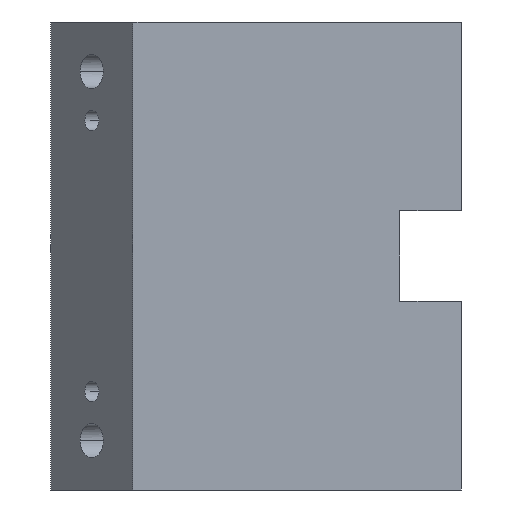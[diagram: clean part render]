
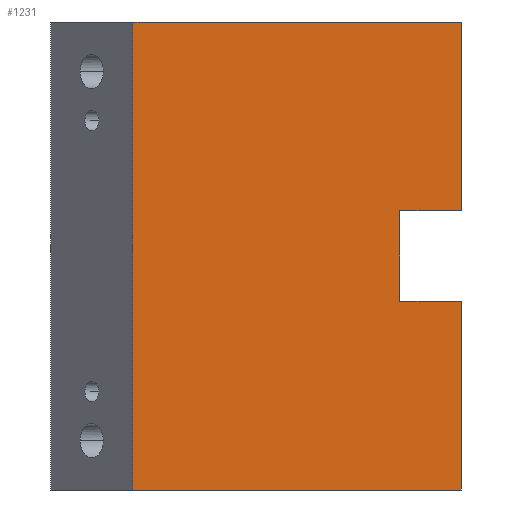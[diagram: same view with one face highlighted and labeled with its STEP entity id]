
A CAD part, left-side view. The second image highlights one B-rep face of the part: STEP entity #1231.
In plain terms, the highlighted planar face has unit normal (-1, 0, 0).
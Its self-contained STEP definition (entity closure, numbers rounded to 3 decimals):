
#10 = LINE ( 'NONE', #133, #1075 ) ;
#34 = DIRECTION ( 'NONE',  ( 0., -1., 0. ) ) ;
#133 = CARTESIAN_POINT ( 'NONE',  ( 0., 0., 57. ) ) ;
#139 = DIRECTION ( 'NONE',  ( 0., 0., 1. ) ) ;
#181 = CARTESIAN_POINT ( 'NONE',  ( 0., 0., 11. ) ) ;
#184 = LINE ( 'NONE', #1249, #815 ) ;
#186 = ORIENTED_EDGE ( 'NONE', *, *, #1275, .F. ) ;
#196 = VERTEX_POINT ( 'NONE', #420 ) ;
#206 = VERTEX_POINT ( 'NONE', #224 ) ;
#211 = EDGE_CURVE ( 'NONE', #1270, #1160, #230, .T. ) ;
#224 = CARTESIAN_POINT ( 'NONE',  ( 0., 0., -11. ) ) ;
#230 = LINE ( 'NONE', #442, #1103 ) ;
#231 = AXIS2_PLACEMENT_3D ( 'NONE', #237, #351, #139 ) ;
#237 = CARTESIAN_POINT ( 'NONE',  ( 0., 80., 0. ) ) ;
#247 = CARTESIAN_POINT ( 'NONE',  ( 0., 80., -57. ) ) ;
#266 = CARTESIAN_POINT ( 'NONE',  ( 0., 0., 11. ) ) ;
#324 = DIRECTION ( 'NONE',  ( 0., 0., -1. ) ) ;
#325 = EDGE_CURVE ( 'NONE', #206, #1160, #1097, .T. ) ;
#327 = VERTEX_POINT ( 'NONE', #247 ) ;
#330 = ORIENTED_EDGE ( 'NONE', *, *, #211, .F. ) ;
#351 = DIRECTION ( 'NONE',  ( -1., 0., 0. ) ) ;
#377 = VERTEX_POINT ( 'NONE', #181 ) ;
#420 = CARTESIAN_POINT ( 'NONE',  ( 0., 0., 57. ) ) ;
#434 = DIRECTION ( 'NONE',  ( 0., 0., -1. ) ) ;
#442 = CARTESIAN_POINT ( 'NONE',  ( 0., 15., 0. ) ) ;
#460 = VERTEX_POINT ( 'NONE', #935 ) ;
#492 = VECTOR ( 'NONE', #34, 1000. ) ;
#497 = ORIENTED_EDGE ( 'NONE', *, *, #754, .F. ) ;
#504 = ORIENTED_EDGE ( 'NONE', *, *, #917, .T. ) ;
#565 = DIRECTION ( 'NONE',  ( 0., 1., 0. ) ) ;
#579 = EDGE_CURVE ( 'NONE', #206, #637, #1158, .T. ) ;
#587 = VECTOR ( 'NONE', #1039, 1000. ) ;
#602 = CARTESIAN_POINT ( 'NONE',  ( 0., 0., -57. ) ) ;
#637 = VERTEX_POINT ( 'NONE', #602 ) ;
#699 = EDGE_LOOP ( 'NONE', ( #330, #504, #497, #186, #1335, #739, #1281, #777 ) ) ;
#739 = ORIENTED_EDGE ( 'NONE', *, *, #1120, .T. ) ;
#754 = EDGE_CURVE ( 'NONE', #196, #377, #1289, .T. ) ;
#777 = ORIENTED_EDGE ( 'NONE', *, *, #325, .T. ) ;
#806 = LINE ( 'NONE', #266, #492 ) ;
#812 = CARTESIAN_POINT ( 'NONE',  ( 0., 15., -11. ) ) ;
#815 = VECTOR ( 'NONE', #1043, 1000. ) ;
#839 = VECTOR ( 'NONE', #565, 1000. ) ;
#855 = EDGE_CURVE ( 'NONE', #327, #460, #1227, .T. ) ;
#861 = DIRECTION ( 'NONE',  ( 0., -1., 0. ) ) ;
#875 = VECTOR ( 'NONE', #1324, 1000. ) ;
#917 = EDGE_CURVE ( 'NONE', #1270, #377, #806, .T. ) ;
#921 = CARTESIAN_POINT ( 'NONE',  ( 0., 0., 0. ) ) ;
#935 = CARTESIAN_POINT ( 'NONE',  ( 0., 80., 57. ) ) ;
#965 = CARTESIAN_POINT ( 'NONE',  ( 0., 15., 11. ) ) ;
#988 = FACE_OUTER_BOUND ( 'NONE', #699, .T. ) ;
#1039 = DIRECTION ( 'NONE',  ( 0., 0., -1. ) ) ;
#1043 = DIRECTION ( 'NONE',  ( 0., -1., 0. ) ) ;
#1063 = CARTESIAN_POINT ( 'NONE',  ( 0., 0., 0. ) ) ;
#1075 = VECTOR ( 'NONE', #861, 1000. ) ;
#1089 = CARTESIAN_POINT ( 'NONE',  ( 0., 15., -11. ) ) ;
#1097 = LINE ( 'NONE', #1089, #839 ) ;
#1102 = PLANE ( 'NONE',  #231 ) ;
#1103 = VECTOR ( 'NONE', #434, 1000. ) ;
#1120 = EDGE_CURVE ( 'NONE', #327, #637, #184, .T. ) ;
#1158 = LINE ( 'NONE', #921, #587 ) ;
#1160 = VERTEX_POINT ( 'NONE', #812 ) ;
#1206 = CARTESIAN_POINT ( 'NONE',  ( 0., 80., 0. ) ) ;
#1227 = LINE ( 'NONE', #1206, #875 ) ;
#1231 = ADVANCED_FACE ( 'NONE', ( #988 ), #1102, .T. ) ;
#1249 = CARTESIAN_POINT ( 'NONE',  ( 0., 0., -57. ) ) ;
#1264 = VECTOR ( 'NONE', #324, 1000. ) ;
#1270 = VERTEX_POINT ( 'NONE', #965 ) ;
#1275 = EDGE_CURVE ( 'NONE', #460, #196, #10, .T. ) ;
#1281 = ORIENTED_EDGE ( 'NONE', *, *, #579, .F. ) ;
#1289 = LINE ( 'NONE', #1063, #1264 ) ;
#1324 = DIRECTION ( 'NONE',  ( 0., 0., 1. ) ) ;
#1335 = ORIENTED_EDGE ( 'NONE', *, *, #855, .F. ) ;
